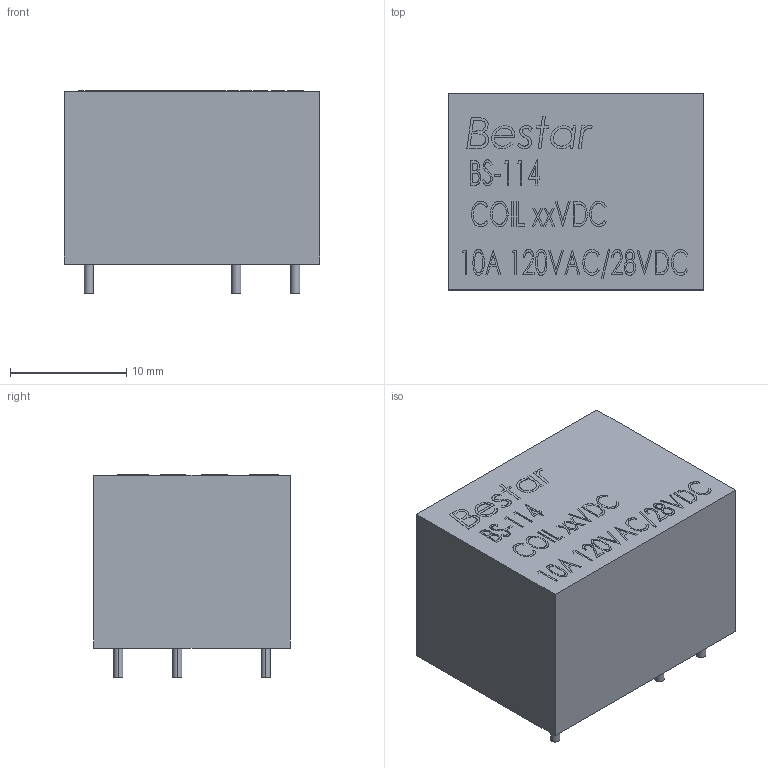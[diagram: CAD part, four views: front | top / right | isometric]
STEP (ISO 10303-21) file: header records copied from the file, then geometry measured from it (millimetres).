
FILE_DESCRIPTION (( 'STEP AP214' ), '1' );
FILE_NAME ('BS-114_T.STEP', '2007-12-08T07:01:39', ( 'Chinese User' ), ( 'Chinese ORG' ), 'SwSTEP 2.0', 'SolidWorks 2004231', '' );
FILE_SCHEMA (( 'AUTOMOTIVE_DESIGN' ));
Length unit declared in the file: millimetre
Products named in the file (1): BS-114_T
Bounding box: 22 x 16.9 x 17.41 mm (x, y, z)
Volume: 5546.4 mm3; surface area: 1988.1 mm2
Topology: 37 solids, 37 shells, 471 faces, 1176 edges, 784 vertices
Faces by surface type: plane 283, bspline 178, cylinder 10
Entity records: 30912 total; most frequent: CARTESIAN_POINT 19142, ORIENTED_EDGE 2352, DIRECTION 1428, EDGE_CURVE 1176, VECTOR 800, LINE 800, VERTEX_POINT 784, EDGE_LOOP 508
